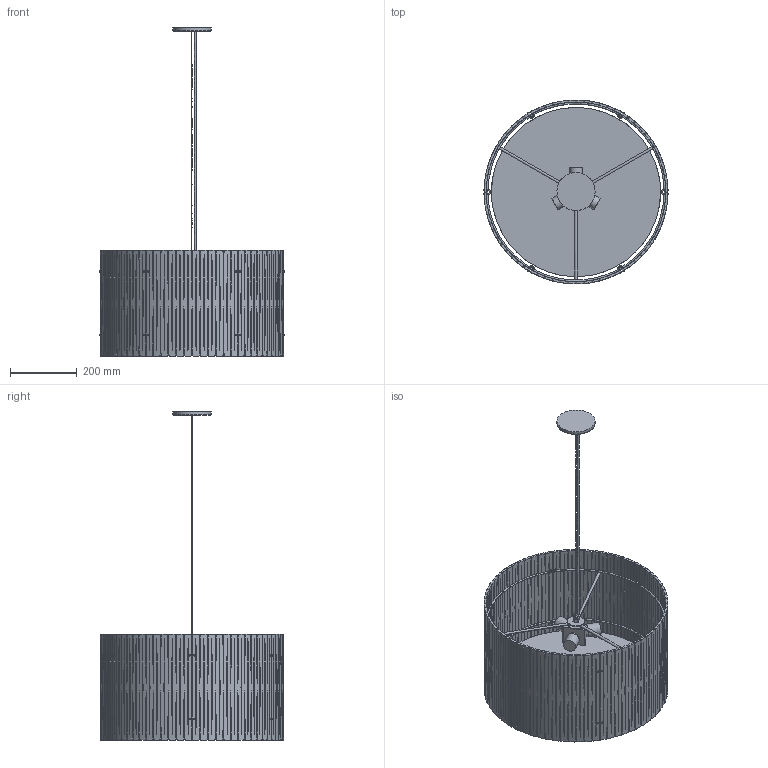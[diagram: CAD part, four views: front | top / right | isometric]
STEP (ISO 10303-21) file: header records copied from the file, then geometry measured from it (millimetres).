
FILE_DESCRIPTION(/* description */ (''),/* implementation_level */ '2;1');
FILE_NAME(/* name */ 'Kerf_D6_Wood_3D_mm',/* time_stamp */ '2025-07-01T16:10:56-07:00',/* author */ (''),/* organization */ (''),/* preprocessor_version */ 'ST-DEVELOPER v16.5',/* originating_system */ '',/* authorisation */ '');
FILE_SCHEMA (('AUTOMOTIVE_DESIGN'));
Length unit declared in the file: inch
Products named in the file (1): Document
Bounding box: 554.92 x 551.31 x 984.31 mm (x, y, z)
Volume: 5679421.9 mm3; surface area: 2137097 mm2
Topology: 37 solids, 38 shells, 668 faces, 1676 edges, 1080 vertices
Faces by surface type: bspline 603, plane 65
Entity records: 51415 total; most frequent: CARTESIAN_POINT 40572, ORIENTED_EDGE 3351, EDGE_CURVE 1676, B_SPLINE_CURVE_WITH_KNOTS 1347, VERTEX_POINT 1080, EDGE_LOOP 823, ADVANCED_FACE 668, FACE_OUTER_BOUND 668
